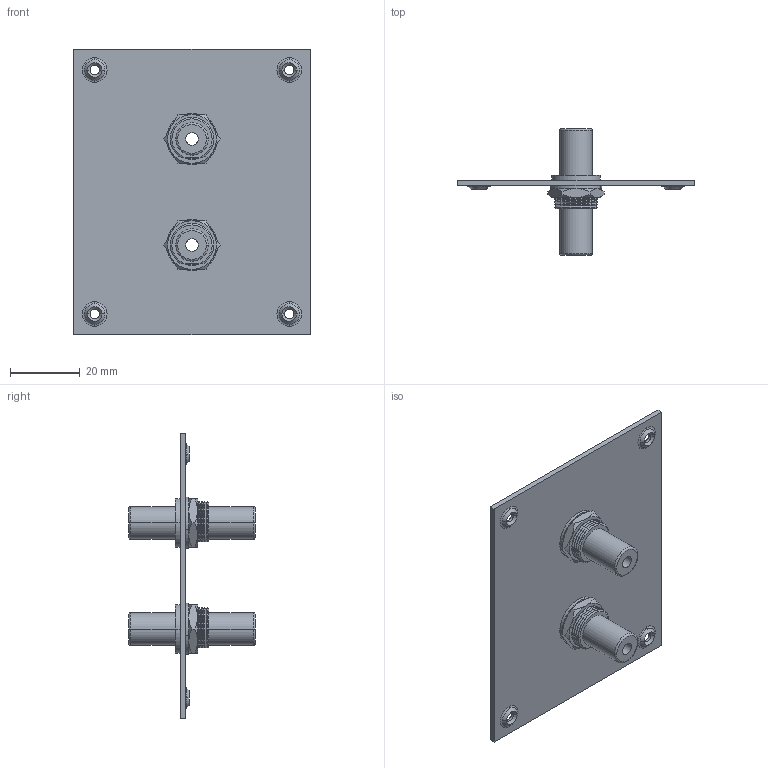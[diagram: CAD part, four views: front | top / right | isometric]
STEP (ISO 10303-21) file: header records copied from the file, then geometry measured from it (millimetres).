
FILE_DESCRIPTION (( 'STEP AP214' ), '1' );
FILE_NAME ('USP2-35MM.STEP', '2019-01-07T16:25:57', ( '' ), ( '' ), 'SwSTEP 2.0', 'SolidWorks 2017', '' );
FILE_SCHEMA (( 'AUTOMOTIVE_DESIGN' ));
Length unit declared in the file: inch
Products named in the file (6): 1AA12-009; USP2-35MM; 3AA02-008; 1AR06-003; 1AA12-009 MA1; 3AA03-005
Assembly tree (6 placements, depth 3):
  USP2-35MM
    1AR06-003
    1AA12-009  x2
      3AA03-005
      3AA02-008
      1AA12-009 MA1
Bounding box: 68.07 x 36.3 x 82.04 mm (x, y, z)
Volume: 13626.9 mm3; surface area: 16378.3 mm2
Topology: 7 solids, 7 shells, 484 faces, 1240 edges, 776 vertices
Faces by surface type: cylinder 178, cone 162, plane 120, torus 24
Entity records: 8988 total; most frequent: CARTESIAN_POINT 1765, DIRECTION 1533, ORIENTED_EDGE 1406, EDGE_CURVE 703, AXIS2_PLACEMENT_3D 610, VERTEX_POINT 442, CIRCLE 328, VECTOR 313
